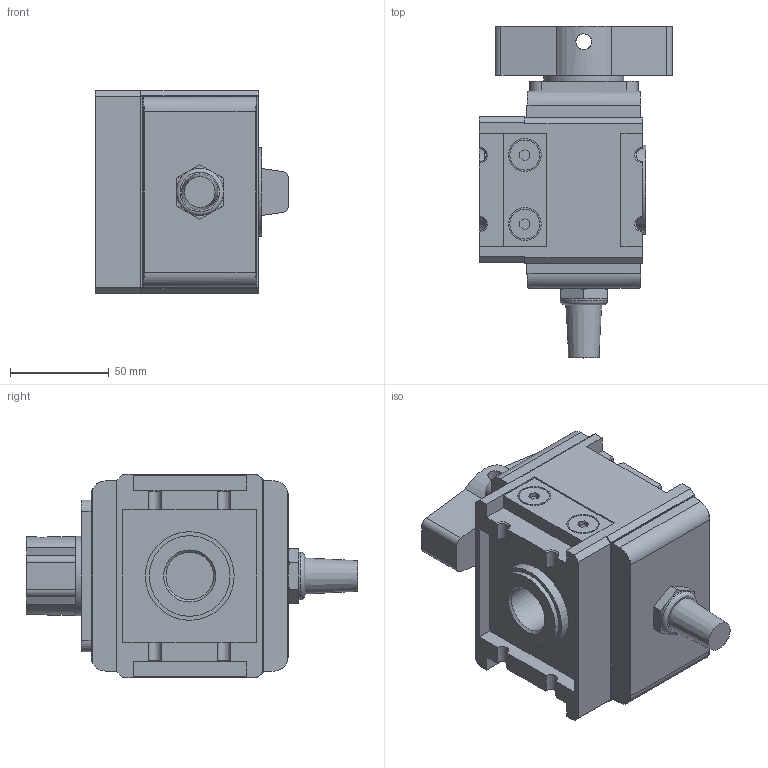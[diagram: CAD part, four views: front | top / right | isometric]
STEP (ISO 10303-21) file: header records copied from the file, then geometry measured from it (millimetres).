
FILE_DESCRIPTION( ( 'STEP AP203' ), ' ' );
FILE_NAME( '9.4054.00.000_1.stp', '2017-04-11T13:54:57', ( '' ), ( '' ), ' ', 'PARTsolutions', ' ' );
FILE_SCHEMA( ( 'CONFIG_CONTROL_DESIGN' ) );
Length unit declared in the file: millimetre
Products named in the file (2): 9.4054.00.000/1; _K 54-1-00002-G
Assembly tree (1 placements, depth 2):
  9.4054.00.000/1
    _K 54-1-00002-G
Bounding box: 97.9 x 168.3 x 103 mm (x, y, z)
Volume: 777308.7 mm3; surface area: 75045 mm2
Topology: 1 solids, 1 shells, 229 faces, 574 edges, 376 vertices
Faces by surface type: plane 158, cylinder 50, cone 19, torus 2
Full cylindrical faces by diameter (mm): 4.134 x1, 8 x1, 15.2 x4, 16.59 x4, 19 x1, 24 x1, 24.117 x1, 25 x1, 28 x1, 36.2 x1, 40.5 x1, 40.9 x1, 41 x1, 45 x2
Entity records: 7041 total; most frequent: CARTESIAN_POINT 1561, DIRECTION 1090, ORIENTED_EDGE 1082, EDGE_CURVE 541, LINE 394, VECTOR 394, VERTEX_POINT 371, AXIS2_PLACEMENT_3D 348
